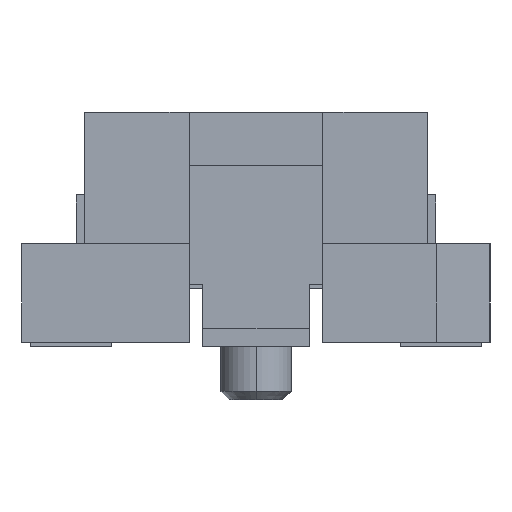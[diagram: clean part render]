
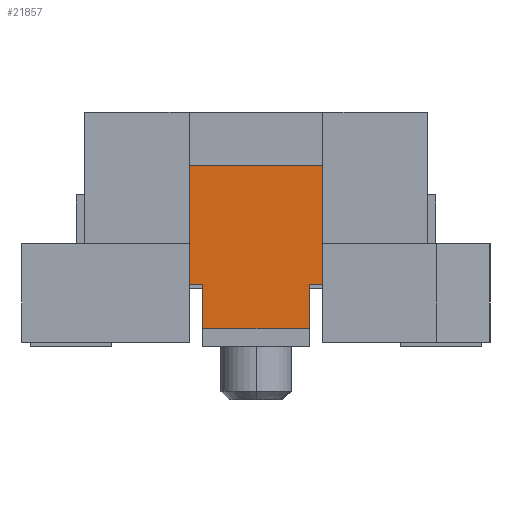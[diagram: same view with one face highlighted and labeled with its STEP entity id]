
A CAD part, left-side view. The second image highlights one B-rep face of the part: STEP entity #21857.
In plain terms, the highlighted planar face has unit normal (-1, 0, 0).
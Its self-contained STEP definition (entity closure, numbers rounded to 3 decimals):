
#113 = CARTESIAN_POINT ( 'NONE',  ( -3.7, -0.6, -0.02 ) ) ;
#834 = LINE ( 'NONE', #10905, #16685 ) ;
#1466 = VECTOR ( 'NONE', #4742, 1000. ) ;
#2412 = VERTEX_POINT ( 'NONE', #25267 ) ;
#2663 = DIRECTION ( 'NONE',  ( 0., -1., 0. ) ) ;
#4742 = DIRECTION ( 'NONE',  ( 0., -1., 0. ) ) ;
#5029 = EDGE_CURVE ( 'NONE', #6275, #23807, #29098, .T. ) ;
#5215 = LINE ( 'NONE', #22364, #1466 ) ;
#6275 = VERTEX_POINT ( 'NONE', #22431 ) ;
#6665 = CARTESIAN_POINT ( 'NONE',  ( -3.7, -0.6, -0.52 ) ) ;
#6742 = PLANE ( 'NONE',  #23291 ) ;
#7515 = LINE ( 'NONE', #12631, #21955 ) ;
#7740 = ORIENTED_EDGE ( 'NONE', *, *, #31497, .F. ) ;
#8452 = VERTEX_POINT ( 'NONE', #29250 ) ;
#8826 = CARTESIAN_POINT ( 'NONE',  ( -3.7, 0.75, 1.31 ) ) ;
#9560 = VERTEX_POINT ( 'NONE', #6665 ) ;
#10176 = DIRECTION ( 'NONE',  ( 0., 0., 1. ) ) ;
#10610 = ORIENTED_EDGE ( 'NONE', *, *, #25234, .T. ) ;
#10824 = EDGE_CURVE ( 'NONE', #6275, #23543, #26640, .T. ) ;
#10905 = CARTESIAN_POINT ( 'NONE',  ( -3.7, -0.6, -0.02 ) ) ;
#11207 = FACE_OUTER_BOUND ( 'NONE', #20572, .T. ) ;
#11542 = CARTESIAN_POINT ( 'NONE',  ( -3.7, -0.6, 0.08 ) ) ;
#11929 = ORIENTED_EDGE ( 'NONE', *, *, #13200, .T. ) ;
#12439 = CARTESIAN_POINT ( 'NONE',  ( -3.7, -0.6, 0.08 ) ) ;
#12631 = CARTESIAN_POINT ( 'NONE',  ( -3.7, 0.6, 0.08 ) ) ;
#12907 = VECTOR ( 'NONE', #19544, 1000. ) ;
#13200 = EDGE_CURVE ( 'NONE', #23543, #2412, #7515, .T. ) ;
#13594 = ORIENTED_EDGE ( 'NONE', *, *, #27054, .T. ) ;
#13964 = DIRECTION ( 'NONE',  ( 0., 1., 0. ) ) ;
#13971 = DIRECTION ( 'NONE',  ( 0., -1., 0. ) ) ;
#14464 = CARTESIAN_POINT ( 'NONE',  ( -3.7, 0.6, -0.02 ) ) ;
#14658 = DIRECTION ( 'NONE',  ( 0., 0., 1. ) ) ;
#15465 = ORIENTED_EDGE ( 'NONE', *, *, #5029, .F. ) ;
#15683 = VECTOR ( 'NONE', #10176, 1000. ) ;
#15934 = LINE ( 'NONE', #22860, #15683 ) ;
#16657 = EDGE_CURVE ( 'NONE', #23066, #8452, #15934, .T. ) ;
#16685 = VECTOR ( 'NONE', #2663, 1000. ) ;
#16780 = ORIENTED_EDGE ( 'NONE', *, *, #28714, .F. ) ;
#17892 = VECTOR ( 'NONE', #13964, 1000. ) ;
#18604 = VECTOR ( 'NONE', #21355, 1000. ) ;
#19544 = DIRECTION ( 'NONE',  ( 0., 0., 1. ) ) ;
#20572 = EDGE_LOOP ( 'NONE', ( #10610, #13594, #30714, #16780, #15465, #29209, #11929, #7740 ) ) ;
#21355 = DIRECTION ( 'NONE',  ( 0., 0., 1. ) ) ;
#21379 = CARTESIAN_POINT ( 'NONE',  ( -3.7, -0.6, -0.02 ) ) ;
#21857 = ADVANCED_FACE ( 'NONE', ( #11207 ), #6742, .T. ) ;
#21955 = VECTOR ( 'NONE', #22677, 1000. ) ;
#22364 = CARTESIAN_POINT ( 'NONE',  ( -3.7, -0.387, 1.31 ) ) ;
#22431 = CARTESIAN_POINT ( 'NONE',  ( -3.7, 0.75, -0.02 ) ) ;
#22677 = DIRECTION ( 'NONE',  ( 0., 0., -1. ) ) ;
#22860 = CARTESIAN_POINT ( 'NONE',  ( -3.7, -0.75, 1.41 ) ) ;
#23066 = VERTEX_POINT ( 'NONE', #29814 ) ;
#23291 = AXIS2_PLACEMENT_3D ( 'NONE', #11542, #26847, #14658 ) ;
#23543 = VERTEX_POINT ( 'NONE', #14464 ) ;
#23807 = VERTEX_POINT ( 'NONE', #8826 ) ;
#24288 = VERTEX_POINT ( 'NONE', #113 ) ;
#24494 = LINE ( 'NONE', #31758, #17892 ) ;
#25234 = EDGE_CURVE ( 'NONE', #9560, #24288, #30078, .T. ) ;
#25267 = CARTESIAN_POINT ( 'NONE',  ( -3.7, 0.6, -0.52 ) ) ;
#26614 = CARTESIAN_POINT ( 'NONE',  ( -3.7, 0.75, 0.38 ) ) ;
#26640 = LINE ( 'NONE', #21379, #31847 ) ;
#26847 = DIRECTION ( 'NONE',  ( -1., 0., 0. ) ) ;
#27054 = EDGE_CURVE ( 'NONE', #24288, #23066, #834, .T. ) ;
#28714 = EDGE_CURVE ( 'NONE', #23807, #8452, #5215, .T. ) ;
#29098 = LINE ( 'NONE', #26614, #18604 ) ;
#29209 = ORIENTED_EDGE ( 'NONE', *, *, #10824, .T. ) ;
#29250 = CARTESIAN_POINT ( 'NONE',  ( -3.7, -0.75, 1.31 ) ) ;
#29814 = CARTESIAN_POINT ( 'NONE',  ( -3.7, -0.75, -0.02 ) ) ;
#30078 = LINE ( 'NONE', #12439, #12907 ) ;
#30714 = ORIENTED_EDGE ( 'NONE', *, *, #16657, .T. ) ;
#31497 = EDGE_CURVE ( 'NONE', #9560, #2412, #24494, .T. ) ;
#31758 = CARTESIAN_POINT ( 'NONE',  ( -3.7, -0.299, -0.52 ) ) ;
#31847 = VECTOR ( 'NONE', #13971, 1000. ) ;
